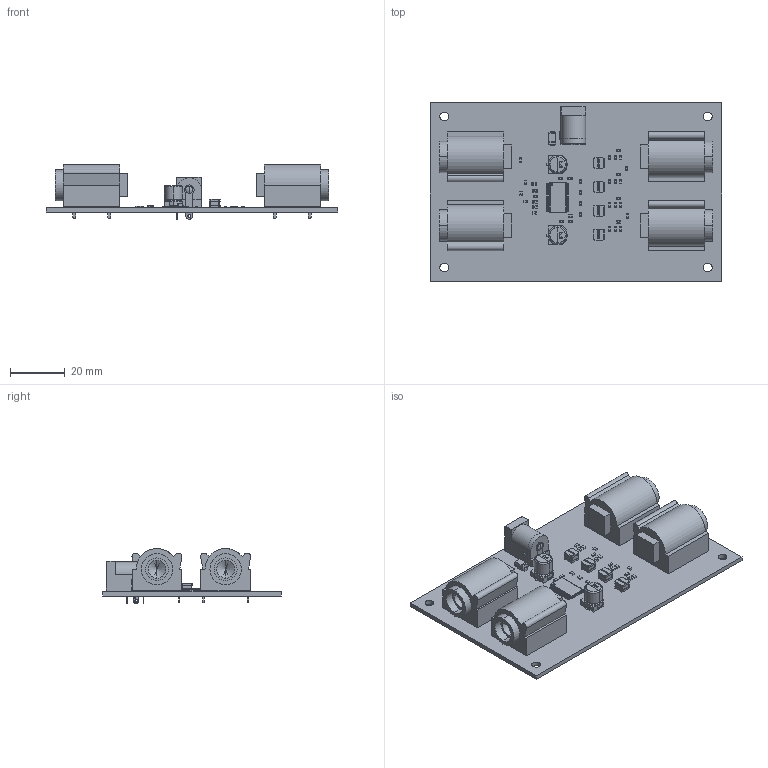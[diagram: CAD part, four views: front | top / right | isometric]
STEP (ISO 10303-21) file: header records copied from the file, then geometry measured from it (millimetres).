
FILE_DESCRIPTION(('Open CASCADE Model'),'2;1');
FILE_NAME('Open CASCADE Shape Model','2024-12-19T16:47:46',('Author'),( 'Open CASCADE'),'Open CASCADE STEP processor 7.5','Open CASCADE 7.5' ,'Unknown');
FILE_SCHEMA(('AUTOMOTIVE_DESIGN { 1 0 10303 214 1 1 1 1 }'));
Length unit declared in the file: millimetre
Products named in the file (66): PCB; Board; Open CASCADE STEP translator 7.5 2.1.1; U2; 16562112; Open CASCADE STEP translator 6.8 8.1; Body; Open CASCADE STEP translator 6.8 8.2.1; Leader; R13; R0603; R12; R11; R10; R9; R8; R7; R6; R5; R3; R2; L4; ASPI-4030S; L3; L2; L1; J5; NMJ4HCD20_RGB12040119; J4; J3; J2; J1; CON-SOCJ-2155; D1; DO-214AC_SMA; C30; C0603; C29; C28; C27 ...
Assembly tree (137 placements, depth 5):
  PCB
    Board
      Open CASCADE STEP translator 7.5 2.1.1
    U2
      16562112
        Open CASCADE STEP translator 6.8 8.1
        Body
          Open CASCADE STEP translator 6.8 8.2.1
        Leader  x32
    R13
      R0603
    R12
      R0603
    R11
      R0603
    R10
      R0603
    R9
      R0603
    R8
      R0603
    R7
      R0603
    R6
      R0603
    R5
      R0603
    R3
      R0603
    R2
      R0603
    L4
      ASPI-4030S
    L3
      ASPI-4030S
    L2
      ASPI-4030S
    L1
      ASPI-4030S
    J5
      NMJ4HCD20_RGB12040119
    J4
      NMJ4HCD20_RGB12040119
    J3
      NMJ4HCD20_RGB12040119
    J2
      NMJ4HCD20_RGB12040119
    J1
      CON-SOCJ-2155
    D1
      DO-214AC_SMA
    C30
      C0603
    C29
      C0603
    C28
      C0603
    C27
      C0603
    C26
Bounding box: 106 x 65 x 19.95 mm (x, y, z)
Volume: 31512.1 mm3; surface area: 27773.6 mm2
Topology: 93 solids, 238 shells, 3345 faces, 8338 edges, 5271 vertices
Faces by surface type: plane 2039, cylinder 794, bspline 456, sphere 34, torus 12, cone 10
Full cylindrical faces by diameter (mm): 0.775 x1, 1.4 x16, 3.2 x4
Entity records: 28982 total; most frequent: CARTESIAN_POINT 9102, ORIENTED_EDGE 3393, DIRECTION 3385, EDGE_CURVE 1787, LINE 1283, VECTOR 1283, VERTEX_POINT 1204, AXIS2_PLACEMENT_3D 1051
